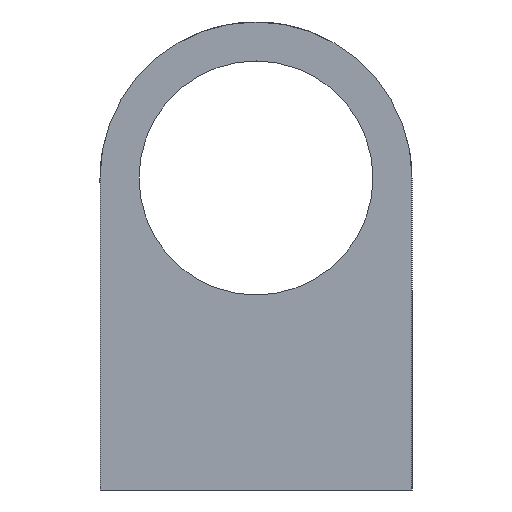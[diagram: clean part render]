
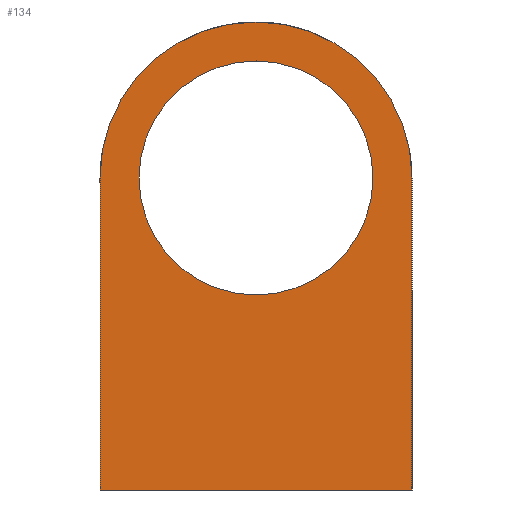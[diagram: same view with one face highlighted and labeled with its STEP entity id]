
A CAD part, left-side view. The second image highlights one B-rep face of the part: STEP entity #134.
In plain terms, the highlighted planar face has unit normal (-1, 0, 0).
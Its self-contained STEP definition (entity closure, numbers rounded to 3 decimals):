
#134=ADVANCED_FACE('',(#319,#321),#323,.T.);
#319=FACE_BOUND('',#320,.T.);
#320=EDGE_LOOP('',(#472,#473,#474,#475));
#321=FACE_BOUND('',#322,.T.);
#322=EDGE_LOOP('',(#476));
#323=PLANE('',#324);
#324=AXIS2_PLACEMENT_3D('',#325,#326,#327);
#325=CARTESIAN_POINT('',(-60.,8.,0.));
#326=DIRECTION('',(-1.,0.,0.));
#327=DIRECTION('',(0.,-1.,0.));
#472=ORIENTED_EDGE('',*,*,#513,.F.);
#473=ORIENTED_EDGE('',*,*,#534,.F.);
#474=ORIENTED_EDGE('',*,*,#536,.T.);
#475=ORIENTED_EDGE('',*,*,#526,.T.);
#476=ORIENTED_EDGE('',*,*,#504,.T.);
#504=EDGE_CURVE('',#553,#553,#554,.T.);
#513=EDGE_CURVE('',#570,#572,#573,.F.);
#526=EDGE_CURVE('',#596,#572,#597,.T.);
#534=EDGE_CURVE('',#606,#570,#608,.T.);
#536=EDGE_CURVE('',#606,#596,#610,.T.);
#553=VERTEX_POINT('',#776);
#554=CIRCLE('',#777,6.);
#570=VERTEX_POINT('',#1662);
#572=VERTEX_POINT('',#1666);
#573=CIRCLE('',#1667,8.);
#596=VERTEX_POINT('',#2123);
#597=LINE('',#2124,#2125);
#606=VERTEX_POINT('',#2150);
#608=LINE('',#2154,#2155);
#610=LINE('',#2160,#2161);
#776=CARTESIAN_POINT('',(-60.,6.,16.));
#777=AXIS2_PLACEMENT_3D('',#778,#779,#780);
#778=CARTESIAN_POINT('',(-60.,0.,16.));
#779=DIRECTION('',(1.,-0.,-0.));
#780=DIRECTION('',(0.,1.,0.));
#1662=CARTESIAN_POINT('',(-60.,8.,16.));
#1666=CARTESIAN_POINT('',(-60.,-8.,16.));
#1667=AXIS2_PLACEMENT_3D('',#1668,#1669,#1670);
#1668=CARTESIAN_POINT('',(-60.,0.,16.));
#1669=DIRECTION('',(-1.,0.,0.));
#1670=DIRECTION('',(0.,-1.,0.));
#2123=CARTESIAN_POINT('',(-60.,-8.,0.));
#2124=CARTESIAN_POINT('',(-60.,-8.,0.));
#2125=VECTOR('',#2126,1.);
#2126=DIRECTION('',(0.,0.,1.));
#2150=CARTESIAN_POINT('',(-60.,8.,0.));
#2154=CARTESIAN_POINT('',(-60.,8.,0.));
#2155=VECTOR('',#2156,1.);
#2156=DIRECTION('',(0.,0.,1.));
#2160=CARTESIAN_POINT('',(-60.,8.,0.));
#2161=VECTOR('',#2162,1.);
#2162=DIRECTION('',(0.,-1.,0.));
